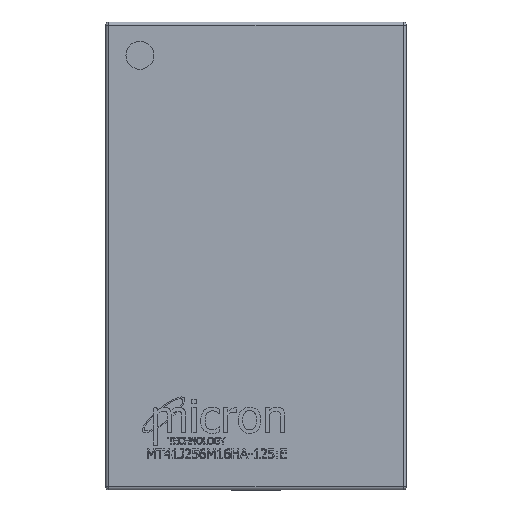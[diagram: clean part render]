
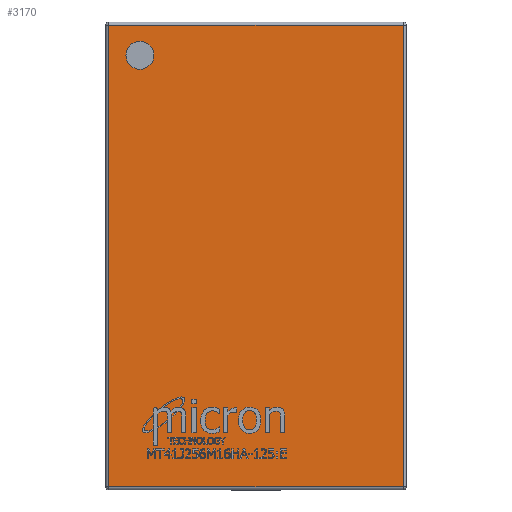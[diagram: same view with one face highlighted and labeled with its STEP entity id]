
A CAD part, top view. The second image highlights one B-rep face of the part: STEP entity #3170.
In plain terms, the highlighted planar face has unit normal (0, 0, 1).
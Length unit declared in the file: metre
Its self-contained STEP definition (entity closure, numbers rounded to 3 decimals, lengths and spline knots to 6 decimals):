
#3170 = ADVANCED_FACE( '', ( #8352 ), #8353, .T. );
#5508 = EDGE_CURVE( '', #11881, #8536, #11882, .T. );
#6278 = EDGE_CURVE( '', #10408, #11881, #12845, .T. );
#6410 = EDGE_CURVE( '', #8536, #8123, #12997, .T. );
#7146 = EDGE_CURVE( '', #8123, #10408, #13870, .T. );
#8123 = VERTEX_POINT( '', #15132 );
#8352 = FACE_OUTER_BOUND( '', #15466, .T. );
#8353 = PLANE( '', #15467 );
#8536 = VERTEX_POINT( '', #15731 );
#10408 = VERTEX_POINT( '', #18626 );
#11881 = VERTEX_POINT( '', #20963 );
#11882 = LINE( '', #20964, #20965 );
#12845 = LINE( '', #22571, #22572 );
#12997 = LINE( '', #22838, #22839 );
#13870 = LINE( '', #24354, #24355 );
#15132 = CARTESIAN_POINT( '', ( -0.0044, -0.0069, 0.0011 ) );
#15466 = EDGE_LOOP( '', ( #25062, #25063, #25064, #25065 ) );
#15467 = AXIS2_PLACEMENT_3D( '', #25066, #25067, #25068 );
#15731 = CARTESIAN_POINT( '', ( 0.0044, -0.0069, 0.0011 ) );
#18626 = CARTESIAN_POINT( '', ( -0.0044, 0.0069, 0.0011 ) );
#20963 = CARTESIAN_POINT( '', ( 0.0044, 0.0069, 0.0011 ) );
#20964 = CARTESIAN_POINT( '', ( 0.0044, -0.0035, 0.0011 ) );
#20965 = VECTOR( '', #29630, 1. );
#22571 = CARTESIAN_POINT( '', ( 0.00225, 0.0069, 0.0011 ) );
#22572 = VECTOR( '', #31155, 1. );
#22838 = CARTESIAN_POINT( '', ( -0.00225, -0.0069, 0.0011 ) );
#22839 = VECTOR( '', #31371, 1. );
#24354 = CARTESIAN_POINT( '', ( -0.0044, 0.0035, 0.0011 ) );
#24355 = VECTOR( '', #32778, 1. );
#25062 = ORIENTED_EDGE( '', *, *, #7146, .F. );
#25063 = ORIENTED_EDGE( '', *, *, #6410, .F. );
#25064 = ORIENTED_EDGE( '', *, *, #5508, .F. );
#25065 = ORIENTED_EDGE( '', *, *, #6278, .F. );
#25066 = CARTESIAN_POINT( '', ( 0., 0., 0.0011 ) );
#25067 = DIRECTION( '', ( 0., 0., 1. ) );
#25068 = DIRECTION( '', ( 1., 0., 0. ) );
#29630 = DIRECTION( '', ( 0., -1., 0. ) );
#31155 = DIRECTION( '', ( 1., 0., 0. ) );
#31371 = DIRECTION( '', ( -1., 0., 0. ) );
#32778 = DIRECTION( '', ( 0., 1., 0. ) );
